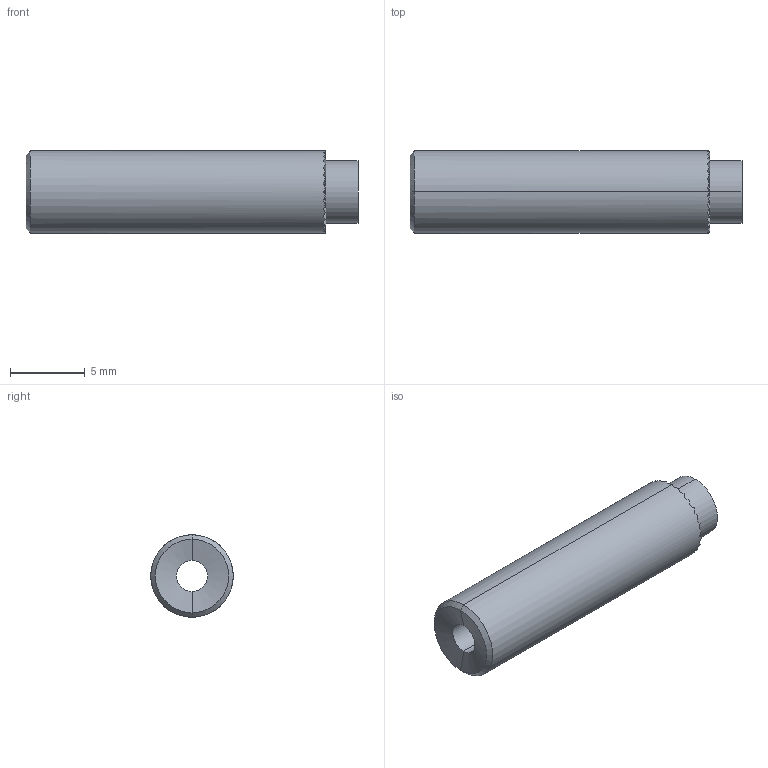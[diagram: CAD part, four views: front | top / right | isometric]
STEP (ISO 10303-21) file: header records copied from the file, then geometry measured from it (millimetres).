
FILE_DESCRIPTION (( 'STEP AP214' ), '1' );
FILE_NAME ('TR Fastenings Ltd-M2.5X20mm x 10swg.STEP', '2019-03-20T14:26:33', ( '' ), ( '' ), 'SwSTEP 2.0', 'SolidWorks 2019', '' );
FILE_SCHEMA (( 'AUTOMOTIVE_DESIGN' ));
Length unit declared in the file: millimetre
Products named in the file (1): TR Fastenings Ltd-M2.5X20mm x 10swg
Bounding box: 22.16 x 5.5 x 5.5 mm (x, y, z)
Volume: 365.1 mm3; surface area: 597.1 mm2
Topology: 1 solids, 1 shells, 139 faces, 398 edges, 262 vertices
Faces by surface type: plane 123, cylinder 8, cone 8
Entity records: 4544 total; most frequent: CARTESIAN_POINT 1070, ORIENTED_EDGE 796, DIRECTION 640, EDGE_CURVE 398, VERTEX_POINT 262, VECTOR 256, LINE 256, AXIS2_PLACEMENT_3D 192
